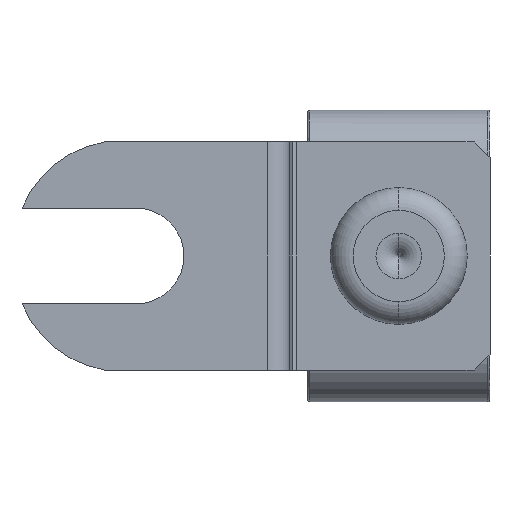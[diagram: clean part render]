
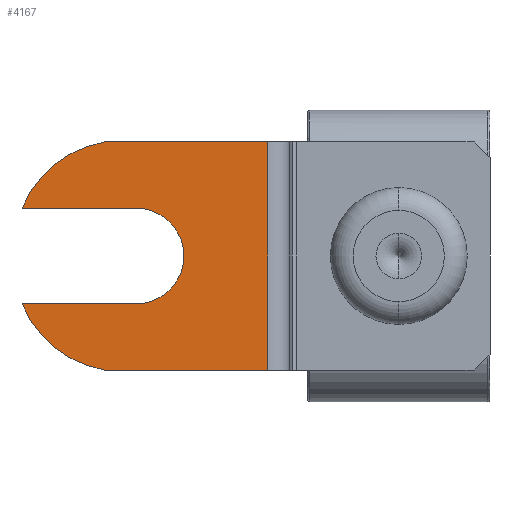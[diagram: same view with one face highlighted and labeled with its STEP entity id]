
A CAD part, front view. The second image highlights one B-rep face of the part: STEP entity #4167.
In plain terms, the highlighted planar face has unit normal (0, -1, 0).
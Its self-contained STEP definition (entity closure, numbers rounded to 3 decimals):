
#10 = DIRECTION ( 'NONE',  ( 1., 0., 0. ) ) ;
#28 = CARTESIAN_POINT ( 'NONE',  ( 9.627, 0., -2.9 ) ) ;
#58 = CARTESIAN_POINT ( 'NONE',  ( 9.627, 0., 0. ) ) ;
#221 = CIRCLE ( 'NONE', #5684, 4.8 ) ;
#427 = DIRECTION ( 'NONE',  ( 0., 0., -1. ) ) ;
#634 = EDGE_CURVE ( 'NONE', #2830, #3757, #6309, .T. ) ;
#933 = DIRECTION ( 'NONE',  ( 0., 1., 0. ) ) ;
#1260 = DIRECTION ( 'NONE',  ( 0., 0., -1. ) ) ;
#1276 = ORIENTED_EDGE ( 'NONE', *, *, #6427, .F. ) ;
#1595 = CARTESIAN_POINT ( 'NONE',  ( 5., 0., -5. ) ) ;
#1706 = AXIS2_PLACEMENT_3D ( 'NONE', #5541, #933, #427 ) ;
#1992 = CARTESIAN_POINT ( 'NONE',  ( 3.61, 0., 0. ) ) ;
#2096 = EDGE_CURVE ( 'NONE', #3063, #3608, #3250, .T. ) ;
#2177 = CARTESIAN_POINT ( 'NONE',  ( 3.61, 0., -10. ) ) ;
#2394 = LINE ( 'NONE', #4463, #5343 ) ;
#2406 = CARTESIAN_POINT ( 'NONE',  ( 4.438, 0., -4.728 ) ) ;
#2513 = ORIENTED_EDGE ( 'NONE', *, *, #4046, .T. ) ;
#2593 = VERTEX_POINT ( 'NONE', #2177 ) ;
#2830 = VERTEX_POINT ( 'NONE', #5192 ) ;
#2873 = LINE ( 'NONE', #3859, #3222 ) ;
#2947 = CARTESIAN_POINT ( 'NONE',  ( 5., 0., -2.9 ) ) ;
#2980 = AXIS2_PLACEMENT_3D ( 'NONE', #1595, #3633, #3151 ) ;
#3019 = DIRECTION ( 'NONE',  ( 0., 0., 1. ) ) ;
#3049 = CARTESIAN_POINT ( 'NONE',  ( 10.781, 0., -10. ) ) ;
#3063 = VERTEX_POINT ( 'NONE', #1992 ) ;
#3087 = VECTOR ( 'NONE', #3019, 1000. ) ;
#3151 = DIRECTION ( 'NONE',  ( 0., 0., -1. ) ) ;
#3167 = EDGE_CURVE ( 'NONE', #3757, #5524, #4162, .T. ) ;
#3222 = VECTOR ( 'NONE', #6448, 1000. ) ;
#3250 = LINE ( 'NONE', #58, #6295 ) ;
#3258 = FACE_OUTER_BOUND ( 'NONE', #4689, .T. ) ;
#3357 = PLANE ( 'NONE',  #6321 ) ;
#3478 = VERTEX_POINT ( 'NONE', #3049 ) ;
#3608 = VERTEX_POINT ( 'NONE', #5305 ) ;
#3633 = DIRECTION ( 'NONE',  ( 0., -1., 0. ) ) ;
#3667 = ORIENTED_EDGE ( 'NONE', *, *, #3167, .F. ) ;
#3680 = EDGE_CURVE ( 'NONE', #5524, #3063, #221, .T. ) ;
#3757 = VERTEX_POINT ( 'NONE', #2947 ) ;
#3859 = CARTESIAN_POINT ( 'NONE',  ( 9.627, 0., -7.1 ) ) ;
#4046 = EDGE_CURVE ( 'NONE', #2593, #3478, #2394, .T. ) ;
#4099 = DIRECTION ( 'NONE',  ( 0., 0., -1. ) ) ;
#4162 = LINE ( 'NONE', #28, #4559 ) ;
#4167 = ADVANCED_FACE ( 'NONE', ( #3258 ), #3357, .T. ) ;
#4222 = ORIENTED_EDGE ( 'NONE', *, *, #3680, .F. ) ;
#4247 = ORIENTED_EDGE ( 'NONE', *, *, #2096, .F. ) ;
#4324 = EDGE_CURVE ( 'NONE', #3478, #3608, #5476, .T. ) ;
#4463 = CARTESIAN_POINT ( 'NONE',  ( 0., 0., -10. ) ) ;
#4473 = DIRECTION ( 'NONE',  ( 0., 1., 0. ) ) ;
#4559 = VECTOR ( 'NONE', #6174, 1000. ) ;
#4689 = EDGE_LOOP ( 'NONE', ( #6401, #2513, #5213, #4247, #4222, #3667, #5823, #1276 ) ) ;
#5192 = CARTESIAN_POINT ( 'NONE',  ( 5., 0., -7.1 ) ) ;
#5213 = ORIENTED_EDGE ( 'NONE', *, *, #4324, .T. ) ;
#5305 = CARTESIAN_POINT ( 'NONE',  ( 10.781, 0., 0. ) ) ;
#5311 = CARTESIAN_POINT ( 'NONE',  ( 9.627, 0., -10. ) ) ;
#5323 = VERTEX_POINT ( 'NONE', #6586 ) ;
#5343 = VECTOR ( 'NONE', #10, 1000. ) ;
#5476 = LINE ( 'NONE', #6010, #3087 ) ;
#5524 = VERTEX_POINT ( 'NONE', #6318 ) ;
#5541 = CARTESIAN_POINT ( 'NONE',  ( 4.438, 0., -5.272 ) ) ;
#5658 = DIRECTION ( 'NONE',  ( 1., 0., 0. ) ) ;
#5684 = AXIS2_PLACEMENT_3D ( 'NONE', #2406, #4473, #4099 ) ;
#5823 = ORIENTED_EDGE ( 'NONE', *, *, #634, .F. ) ;
#5898 = DIRECTION ( 'NONE',  ( 0., -1., 0. ) ) ;
#6010 = CARTESIAN_POINT ( 'NONE',  ( 10.781, 0., -10. ) ) ;
#6174 = DIRECTION ( 'NONE',  ( -1., 0., 0. ) ) ;
#6254 = EDGE_CURVE ( 'NONE', #2593, #5323, #6339, .T. ) ;
#6295 = VECTOR ( 'NONE', #5658, 1000. ) ;
#6309 = CIRCLE ( 'NONE', #2980, 2.1 ) ;
#6318 = CARTESIAN_POINT ( 'NONE',  ( 0., 0., -2.9 ) ) ;
#6321 = AXIS2_PLACEMENT_3D ( 'NONE', #5311, #5898, #1260 ) ;
#6339 = CIRCLE ( 'NONE', #1706, 4.8 ) ;
#6401 = ORIENTED_EDGE ( 'NONE', *, *, #6254, .F. ) ;
#6427 = EDGE_CURVE ( 'NONE', #5323, #2830, #2873, .T. ) ;
#6448 = DIRECTION ( 'NONE',  ( 1., 0., 0. ) ) ;
#6586 = CARTESIAN_POINT ( 'NONE',  ( 0., 0., -7.1 ) ) ;
